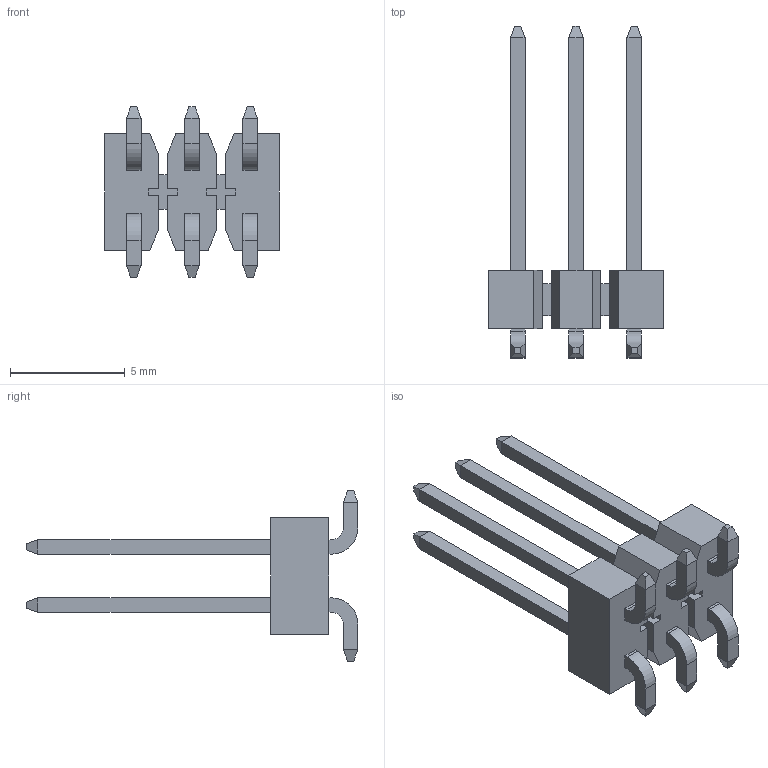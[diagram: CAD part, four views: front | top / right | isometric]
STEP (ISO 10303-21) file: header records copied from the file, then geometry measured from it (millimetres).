
FILE_DESCRIPTION(('STEP AP242'),'1');
FILE_NAME('tsm-103-03-t-dv-tr.stp','2025-04-13T20:16:02',('TraceParts'),('TraceParts S.A.'),'Spatial InterOp 3D',' ',' ');
FILE_SCHEMA(('AP242_MANAGED_MODEL_BASED_3D_ENGINEERING_MIM_LF {1 0 10303 442 1 1 4}'));
Length unit declared in the file: millimetre
Products named in the file (1): tsm-103-03-t-dv-tr
Bounding box: 7.62 x 14.48 x 7.44 mm (x, y, z)
Volume: 118.1 mm3; surface area: 374.3 mm2
Topology: 1 solids, 1 shells, 194 faces, 492 edges, 312 vertices
Faces by surface type: plane 182, cylinder 12
Entity records: 7244 total; most frequent: CARTESIAN_POINT 999, ORIENTED_EDGE 984, DIRECTION 906, EDGE_CURVE 492, LINE 468, VECTOR 468, VERTEX_POINT 312, AXIS2_PLACEMENT_3D 219
